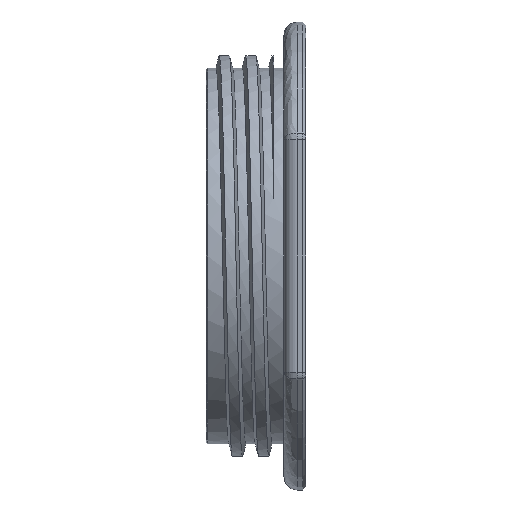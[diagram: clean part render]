
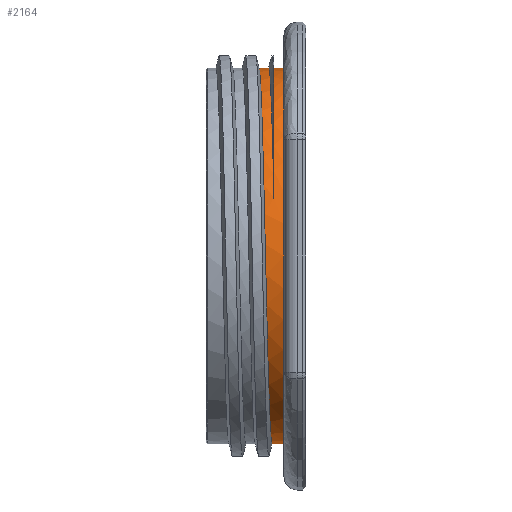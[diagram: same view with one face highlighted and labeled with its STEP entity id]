
A CAD part, front view. The second image highlights one B-rep face of the part: STEP entity #2164.
In plain terms, the highlighted cylindrical face has radius 28.5 mm (diameter 57 mm), a partial arc.
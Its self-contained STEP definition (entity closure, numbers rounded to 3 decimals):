
#78 = LINE ( 'NONE', #3501, #4171 ) ;
#82 = CARTESIAN_POINT ( 'NONE',  ( 0., 0., 0. ) ) ;
#176 = VERTEX_POINT ( 'NONE', #5353 ) ;
#184 = ORIENTED_EDGE ( 'NONE', *, *, #2295, .T. ) ;
#209 = ORIENTED_EDGE ( 'NONE', *, *, #4286, .T. ) ;
#210 = CARTESIAN_POINT ( 'NONE',  ( -1.949, -7.637, -28.5 ) ) ;
#250 = CARTESIAN_POINT ( 'NONE',  ( -9.287, 0., 28.5 ) ) ;
#497 = CIRCLE ( 'NONE', #3362, 28.5 ) ;
#630 = DIRECTION ( 'NONE',  ( 1., 0., 0. ) ) ;
#656 = CARTESIAN_POINT ( 'NONE',  ( -3.449, -14.25, 24.682 ) ) ;
#852 = ORIENTED_EDGE ( 'NONE', *, *, #4768, .F. ) ;
#979 = CARTESIAN_POINT ( 'NONE',  ( -9.287, 0., 0. ) ) ;
#1006 = FACE_OUTER_BOUND ( 'NONE', #3103, .T. ) ;
#1092 = CARTESIAN_POINT ( 'NONE',  ( -2.3, 0., 28.5 ) ) ;
#1147 = CARTESIAN_POINT ( 'NONE',  ( -1.967, -14.25, 24.682 ) ) ;
#1187 = VERTEX_POINT ( 'NONE', #4276 ) ;
#1264 = CARTESIAN_POINT ( 'NONE',  ( -2.616, -28.5, -7.637 ) ) ;
#1369 = DIRECTION ( 'NONE',  ( -1., 0., 0. ) ) ;
#1526 = CARTESIAN_POINT ( 'NONE',  ( -3.783, 0., 28.5 ) ) ;
#1661 = VECTOR ( 'NONE', #3814, 1000. ) ;
#1725 = CIRCLE ( 'NONE', #5046, 28.5 ) ;
#1784 = EDGE_CURVE ( 'NONE', #1931, #3787, #1725, .T. ) ;
#1927 = CARTESIAN_POINT ( 'NONE',  ( -3.116, -24.682, 14.25 ) ) ;
#1931 = VERTEX_POINT ( 'NONE', #3956 ) ;
#1992 = VERTEX_POINT ( 'NONE', #4973 ) ;
#2164 = ADVANCED_FACE ( 'NONE', ( #1006 ), #3638, .T. ) ;
#2295 = EDGE_CURVE ( 'NONE', #5348, #1187, #4685, .T. ) ;
#2317 = CARTESIAN_POINT ( 'NONE',  ( -1.5, 0., 28.5 ) ) ;
#2324 = DIRECTION ( 'NONE',  ( -1., 0., 0. ) ) ;
#2335 = DIRECTION ( 'NONE',  ( -1., 0., 0. ) ) ;
#2460 = VECTOR ( 'NONE', #2335, 1000. ) ;
#2461 = CARTESIAN_POINT ( 'NONE',  ( -1.633, -24.682, 14.25 ) ) ;
#2680 = CARTESIAN_POINT ( 'NONE',  ( -2.3, 0., 28.5 ) ) ;
#2710 = DIRECTION ( 'NONE',  ( 0., 0., 1. ) ) ;
#2751 = ORIENTED_EDGE ( 'NONE', *, *, #1784, .F. ) ;
#2778 = LINE ( 'NONE', #250, #2460 ) ;
#2798 = AXIS2_PLACEMENT_3D ( 'NONE', #979, #2324, #2710 ) ;
#2821 = CARTESIAN_POINT ( 'NONE',  ( -2.949, -28.5, 7.637 ) ) ;
#2881 = CARTESIAN_POINT ( 'NONE',  ( -1.8, -20.863, 20.863 ) ) ;
#2922 = ORIENTED_EDGE ( 'NONE', *, *, #5225, .F. ) ;
#2940 =( BOUNDED_CURVE ( )  B_SPLINE_CURVE ( 2, ( #1092, #3671, #1147, #2881, #2461, #3328, #5052 ),
 .UNSPECIFIED., .F., .T. ) 
 B_SPLINE_CURVE_WITH_KNOTS ( ( 3, 2, 2, 3 ),
 ( 0.405, 0.42, 0.435, 0.441 ),
 .UNSPECIFIED. ) 
 CURVE ( )  GEOMETRIC_REPRESENTATION_ITEM ( )  RATIONAL_B_SPLINE_CURVE ( ( 1., 0.966, 1., 0.966, 1., 0.986, 0.984 ) ) 
 REPRESENTATION_ITEM ( '' )  );
#2981 = AXIS2_PLACEMENT_3D ( 'NONE', #4914, #630, #3982 ) ;
#3062 = CARTESIAN_POINT ( 'NONE',  ( 0., 0., -28.5 ) ) ;
#3089 = CARTESIAN_POINT ( 'NONE',  ( 0., 0., 0. ) ) ;
#3103 = EDGE_LOOP ( 'NONE', ( #2922, #852, #2751, #5092, #184, #4485, #209, #3740 ) ) ;
#3217 = CARTESIAN_POINT ( 'NONE',  ( -2.449, -24.682, -14.25 ) ) ;
#3328 = CARTESIAN_POINT ( 'NONE',  ( -1.568, -26.184, 11.649 ) ) ;
#3362 = AXIS2_PLACEMENT_3D ( 'NONE', #82, #4837, #4861 ) ;
#3397 = CARTESIAN_POINT ( 'NONE',  ( -2.116, -14.25, -24.682 ) ) ;
#3415 = DIRECTION ( 'NONE',  ( 1., 0., 0. ) ) ;
#3501 = CARTESIAN_POINT ( 'NONE',  ( -9.287, 0., -28.5 ) ) ;
#3638 = CYLINDRICAL_SURFACE ( 'NONE', #2798, 28.5 ) ;
#3671 = CARTESIAN_POINT ( 'NONE',  ( -2.133, -7.637, 28.5 ) ) ;
#3740 = ORIENTED_EDGE ( 'NONE', *, *, #3989, .F. ) ;
#3787 = VERTEX_POINT ( 'NONE', #5288 ) ;
#3814 = DIRECTION ( 'NONE',  ( -1., 0., 0. ) ) ;
#3846 = VERTEX_POINT ( 'NONE', #2680 ) ;
#3956 = CARTESIAN_POINT ( 'NONE',  ( 0., 0., 28.5 ) ) ;
#3982 = DIRECTION ( 'NONE',  ( 0., 0., 1. ) ) ;
#3989 = EDGE_CURVE ( 'NONE', #1992, #176, #4599, .T. ) ;
#4115 = CARTESIAN_POINT ( 'NONE',  ( -3.616, -7.637, 28.5 ) ) ;
#4171 = VECTOR ( 'NONE', #1369, 1000. ) ;
#4276 = CARTESIAN_POINT ( 'NONE',  ( -1.5, -27.11, 8.791 ) ) ;
#4286 = EDGE_CURVE ( 'NONE', #3846, #176, #2778, .T. ) ;
#4432 = EDGE_CURVE ( 'NONE', #1931, #5348, #4782, .T. ) ;
#4481 = CARTESIAN_POINT ( 'NONE',  ( -2.783, -28.5, 0. ) ) ;
#4485 = ORIENTED_EDGE ( 'NONE', *, *, #4906, .F. ) ;
#4504 = VERTEX_POINT ( 'NONE', #3062 ) ;
#4510 = CARTESIAN_POINT ( 'NONE',  ( -3.283, -20.863, 20.863 ) ) ;
#4599 =( BOUNDED_CURVE ( )  B_SPLINE_CURVE ( 2, ( #4995, #210, #3397, #5123, #3217, #1264, #4481, #2821, #1927, #4510, #656, #4115, #1526 ),
 .UNSPECIFIED., .F., .T. ) 
 B_SPLINE_CURVE_WITH_KNOTS ( ( 3, 2, 2, 2, 2, 2, 3 ),
 ( -0.316, -0.301, -0.286, -0.271, -0.256, -0.241, -0.226 ),
 .UNSPECIFIED. ) 
 CURVE ( )  GEOMETRIC_REPRESENTATION_ITEM ( )  RATIONAL_B_SPLINE_CURVE ( ( 1., 0.966, 1., 0.966, 1., 0.966, 1., 0.966, 1., 0.966, 1., 0.966, 1. ) ) 
 REPRESENTATION_ITEM ( '' )  );
#4685 = CIRCLE ( 'NONE', #2981, 28.5 ) ;
#4768 = EDGE_CURVE ( 'NONE', #3787, #4504, #497, .T. ) ;
#4781 = DIRECTION ( 'NONE',  ( 0., 0., 1. ) ) ;
#4782 = LINE ( 'NONE', #5576, #1661 ) ;
#4837 = DIRECTION ( 'NONE',  ( 1., 0., 0. ) ) ;
#4861 = DIRECTION ( 'NONE',  ( 0., 0., 1. ) ) ;
#4906 = EDGE_CURVE ( 'NONE', #3846, #1187, #2940, .T. ) ;
#4914 = CARTESIAN_POINT ( 'NONE',  ( -1.5, 0., 0. ) ) ;
#4973 = CARTESIAN_POINT ( 'NONE',  ( -1.783, 0., -28.5 ) ) ;
#4995 = CARTESIAN_POINT ( 'NONE',  ( -1.783, 0., -28.5 ) ) ;
#5046 = AXIS2_PLACEMENT_3D ( 'NONE', #3089, #3415, #4781 ) ;
#5052 = CARTESIAN_POINT ( 'NONE',  ( -1.5, -27.11, 8.791 ) ) ;
#5092 = ORIENTED_EDGE ( 'NONE', *, *, #4432, .T. ) ;
#5123 = CARTESIAN_POINT ( 'NONE',  ( -2.283, -20.863, -20.863 ) ) ;
#5225 = EDGE_CURVE ( 'NONE', #4504, #1992, #78, .T. ) ;
#5288 = CARTESIAN_POINT ( 'NONE',  ( 0., -28.5, 0. ) ) ;
#5348 = VERTEX_POINT ( 'NONE', #2317 ) ;
#5353 = CARTESIAN_POINT ( 'NONE',  ( -3.783, 0., 28.5 ) ) ;
#5576 = CARTESIAN_POINT ( 'NONE',  ( -9.287, 0., 28.5 ) ) ;
